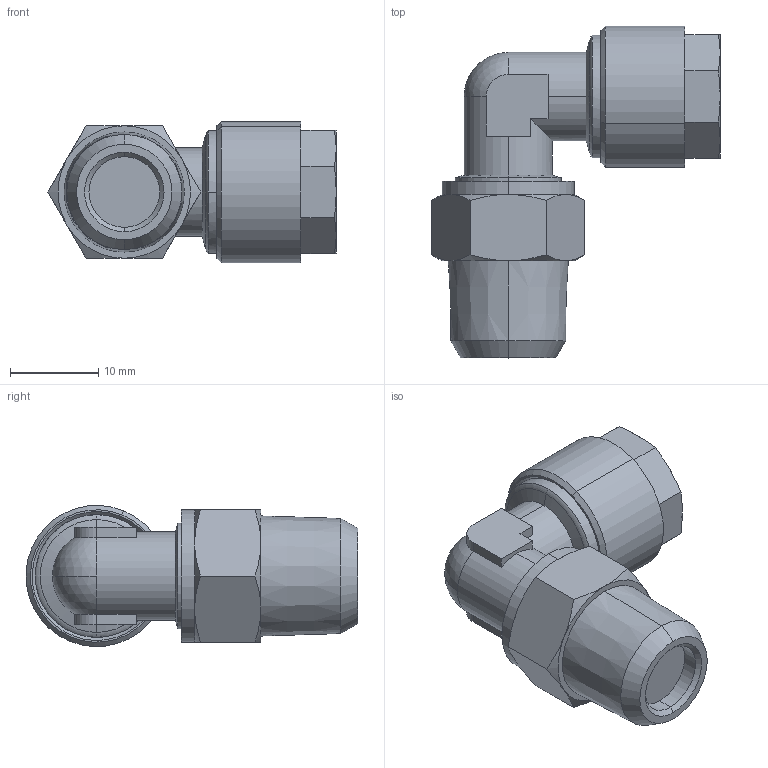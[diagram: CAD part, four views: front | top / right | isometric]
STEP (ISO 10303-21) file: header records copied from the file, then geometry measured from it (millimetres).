
FILE_DESCRIPTION(( 'MC.39.10.14.step' ), '1');
FILE_NAME( 'MC.39.10.14.step', '2018-11-09T15:45:07',( 'Sopra'),('sopra-pneumatic.com'), 'SwSTEP 2.0','SolidWorks 2009','' );
FILE_SCHEMA (( 'AUTOMOTIVE_DESIGN' ));
Length unit declared in the file: millimetre
Products named in the file (1): 0111000005
Bounding box: 32.66 x 37.59 x 15.98 mm (x, y, z)
Volume: 7295.7 mm3; surface area: 2987.5 mm2
Topology: 1 solids, 1 shells, 103 faces, 232 edges, 137 vertices
Faces by surface type: cone 37, plane 36, cylinder 20, torus 8, sphere 2
Entity records: 4113 total; most frequent: CARTESIAN_POINT 660, DIRECTION 499, ORIENTED_EDGE 464, EDGE_CURVE 232, AXIS2_PLACEMENT_3D 204, VERTEX_POINT 137, EDGE_LOOP 109, UNCERTAINTY_MEASURE_WITH_UNIT 106
